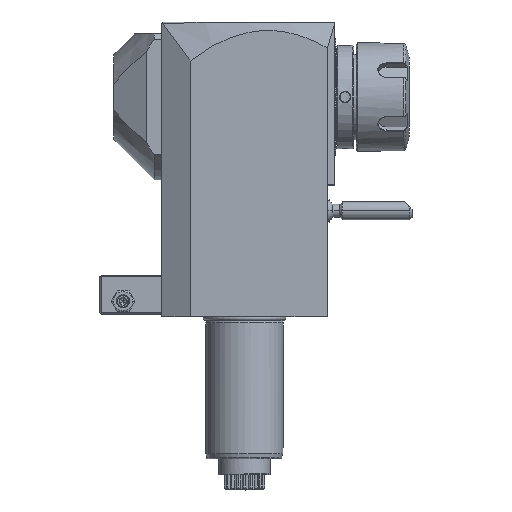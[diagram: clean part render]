
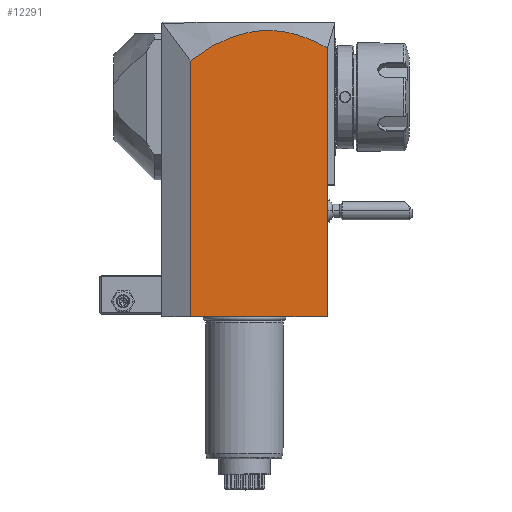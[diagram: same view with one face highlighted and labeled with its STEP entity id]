
A CAD part, top view. The second image highlights one B-rep face of the part: STEP entity #12291.
In plain terms, the highlighted planar face has unit normal (0, 0, 1).
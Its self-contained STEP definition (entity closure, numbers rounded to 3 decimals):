
#5=DIRECTION('',(-1.,0.,0.));
#6=VECTOR('',#5,53.);
#7=CARTESIAN_POINT('',(32.,0.,32.));
#8=LINE('',#7,#6);
#151=DIRECTION('',(0.,-1.,0.));
#152=VECTOR('',#151,98.907);
#153=CARTESIAN_POINT('',(-21.,98.907,32.));
#154=LINE('',#153,#152);
#176=DIRECTION('',(0.,-1.,0.));
#177=VECTOR('',#176,52.883);
#178=CARTESIAN_POINT('',(32.,103.883,32.));
#179=LINE('',#178,#177);
#180=DIRECTION('',(0.,-1.,0.));
#181=VECTOR('',#180,51.);
#182=CARTESIAN_POINT('',(32.,51.,32.));
#183=LINE('',#182,#181);
#184=CARTESIAN_POINT('',(-21.,98.907,32.));
#185=CARTESIAN_POINT('',(-16.774,102.25,32.));
#186=CARTESIAN_POINT('',(-8.233,107.551,32.));
#187=CARTESIAN_POINT('',(2.677,110.613,32.));
#188=CARTESIAN_POINT('',(11.551,110.816,32.));
#189=CARTESIAN_POINT('',(18.282,109.806,32.));
#190=CARTESIAN_POINT('',(25.093,107.588,32.));
#191=CARTESIAN_POINT('',(29.688,105.266,32.));
#192=CARTESIAN_POINT('',(32.,103.883,32.));
#11525=VERTEX_POINT('',#184);
#11526=VERTEX_POINT('',#192);
#11861=CARTESIAN_POINT('',(-21.,0.,32.));
#11863=VERTEX_POINT('',#11861);
#11871=CARTESIAN_POINT('',(32.,0.,32.));
#11872=VERTEX_POINT('',#11871);
#12209=CARTESIAN_POINT('',(32.,51.,32.));
#12210=VERTEX_POINT('',#12209);
#12276=CARTESIAN_POINT('',(-35.103,51.,32.));
#12277=DIRECTION('',(0.,0.,1.));
#12278=DIRECTION('',(1.,0.,0.));
#12279=AXIS2_PLACEMENT_3D('',#12276,#12277,#12278);
#12280=PLANE('',#12279);
#12282=ORIENTED_EDGE('',*,*,#12281,.T.);
#12284=ORIENTED_EDGE('',*,*,#12283,.T.);
#12285=ORIENTED_EDGE('',*,*,#12232,.T.);
#12286=ORIENTED_EDGE('',*,*,#12262,.F.);
#12288=ORIENTED_EDGE('',*,*,#12287,.T.);
#12289=EDGE_LOOP('',(#12282,#12284,#12285,#12286,#12288));
#12290=FACE_OUTER_BOUND('',#12289,.F.);
#193=B_SPLINE_CURVE_WITH_KNOTS('',3,(#184,#185,#186,#187,#188,#189,#190,#191,
#192),.UNSPECIFIED.,.F.,.F.,(4,1,1,1,1,1,4),(0.,0.25,0.5,0.625,0.75,
0.875,1.),.UNSPECIFIED.);
#12232=EDGE_CURVE('',#11872,#11863,#8,.T.);
#12262=EDGE_CURVE('',#11525,#11863,#154,.T.);
#12281=EDGE_CURVE('',#11526,#12210,#179,.T.);
#12283=EDGE_CURVE('',#12210,#11872,#183,.T.);
#12287=EDGE_CURVE('',#11525,#11526,#193,.T.);
#12291=ADVANCED_FACE('',(#12290),#12280,.T.);
